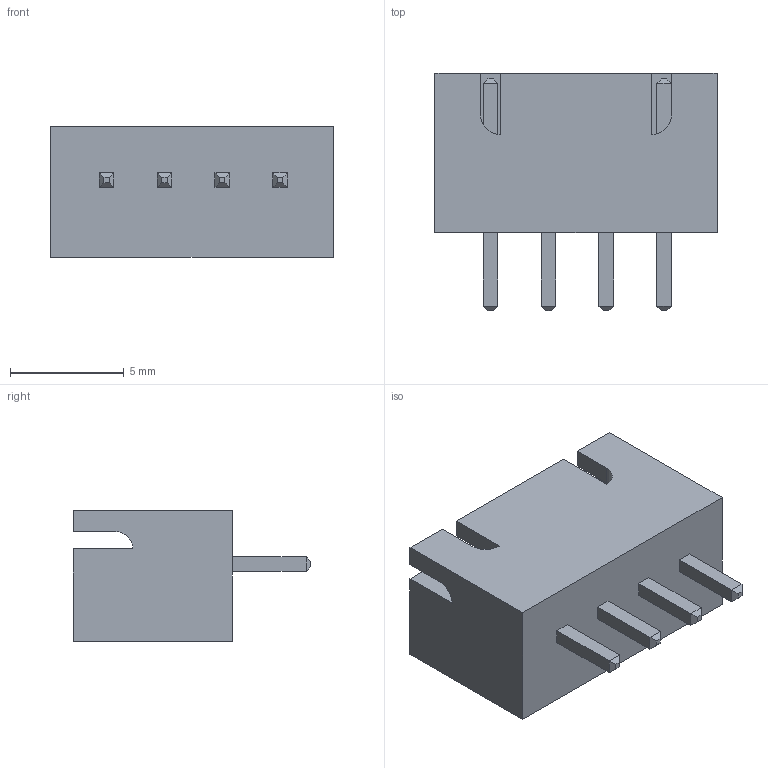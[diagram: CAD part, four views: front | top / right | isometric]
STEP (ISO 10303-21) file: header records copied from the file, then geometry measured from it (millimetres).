
FILE_DESCRIPTION(/* description */ (''),/* implementation_level */ '2;1');
FILE_NAME(/* name */ '4PinJSTConnector.step',/* time_stamp */ '2024-10-13T20:34:24-04:00',/* author */ (''),/* organization */ (''),/* preprocessor_version */ 'ST-DEVELOPER v20',/* originating_system */ 'Autodesk Translation Framework v13.20.0.188',/* authorisation */ '');
FILE_SCHEMA (('AUTOMOTIVE_DESIGN { 1 0 10303 214 3 1 1 }'));
Length unit declared in the file: millimetre
Products named in the file (1): 4 Pin JST Connector
Bounding box: 12.4 x 10.45 x 5.75 mm (x, y, z)
Volume: 229.8 mm3; surface area: 675.2 mm2
Topology: 1 solids, 1 shells, 98 faces, 232 edges, 144 vertices
Faces by surface type: plane 94, cylinder 4
Entity records: 2847 total; most frequent: CARTESIAN_POINT 475, ORIENTED_EDGE 464, DIRECTION 438, EDGE_CURVE 232, LINE 224, VECTOR 224, VERTEX_POINT 144, AXIS2_PLACEMENT_3D 107
